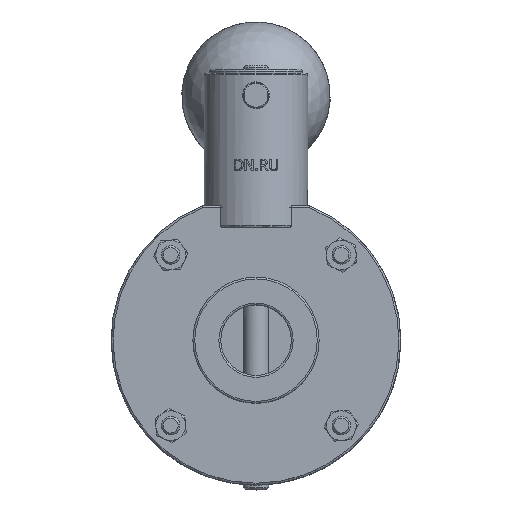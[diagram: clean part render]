
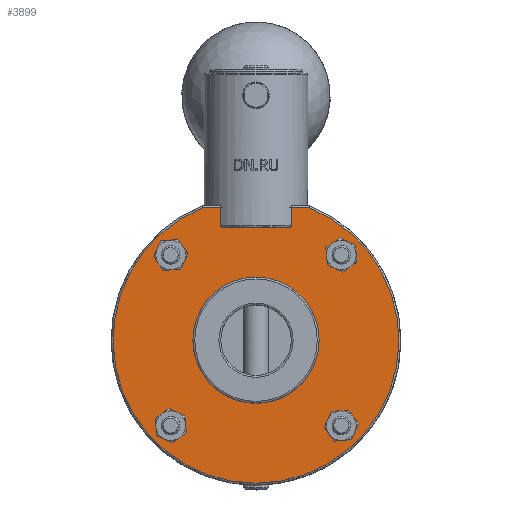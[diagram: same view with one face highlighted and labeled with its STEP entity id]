
A CAD part, top view. The second image highlights one B-rep face of the part: STEP entity #3899.
In plain terms, the highlighted planar face has unit normal (0, 0, 1).
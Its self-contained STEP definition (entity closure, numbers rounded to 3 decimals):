
#165=FACE_BOUND('',#688,.T.);
#166=FACE_BOUND('',#689,.T.);
#167=FACE_BOUND('',#690,.T.);
#168=FACE_BOUND('',#691,.T.);
#169=FACE_BOUND('',#692,.T.);
#242=PLANE('',#4392);
#442=FACE_OUTER_BOUND('',#687,.T.);
#687=EDGE_LOOP('',(#3126,#3127));
#688=EDGE_LOOP('',(#3128));
#689=EDGE_LOOP('',(#3129));
#690=EDGE_LOOP('',(#3130));
#691=EDGE_LOOP('',(#3131));
#692=EDGE_LOOP('',(#3132));
#859=CIRCLE('',#4257,17.);
#935=CIRCLE('',#4385,38.5);
#940=CIRCLE('',#4393,2.5);
#941=CIRCLE('',#4394,2.5);
#942=CIRCLE('',#4395,2.5);
#943=CIRCLE('',#4396,2.5);
#1157=LINE('',#7562,#1365);
#1365=VECTOR('',#5236,10.);
#1674=VERTEX_POINT('',#6958);
#1763=VERTEX_POINT('',#7531);
#1768=VERTEX_POINT('',#7545);
#1773=VERTEX_POINT('',#7576);
#1774=VERTEX_POINT('',#7578);
#1775=VERTEX_POINT('',#7580);
#1776=VERTEX_POINT('',#7582);
#2100=EDGE_CURVE('',#1674,#1674,#859,.T.);
#2244=EDGE_CURVE('',#1763,#1768,#935,.T.);
#2246=EDGE_CURVE('',#1768,#1763,#1157,.T.);
#2254=EDGE_CURVE('',#1773,#1773,#940,.T.);
#2255=EDGE_CURVE('',#1774,#1774,#941,.T.);
#2256=EDGE_CURVE('',#1775,#1775,#942,.T.);
#2257=EDGE_CURVE('',#1776,#1776,#943,.T.);
#3126=ORIENTED_EDGE('',*,*,#2244,.F.);
#3127=ORIENTED_EDGE('',*,*,#2246,.F.);
#3128=ORIENTED_EDGE('',*,*,#2100,.T.);
#3129=ORIENTED_EDGE('',*,*,#2254,.T.);
#3130=ORIENTED_EDGE('',*,*,#2255,.T.);
#3131=ORIENTED_EDGE('',*,*,#2256,.T.);
#3132=ORIENTED_EDGE('',*,*,#2257,.T.);
#3899=ADVANCED_FACE('',(#442,#165,#166,#167,#168,#169),#242,.T.);
#4257=AXIS2_PLACEMENT_3D('',#6960,#4930,#4931);
#4385=AXIS2_PLACEMENT_3D('',#7546,#5232,#5233);
#4392=AXIS2_PLACEMENT_3D('',#7575,#5250,#5251);
#4393=AXIS2_PLACEMENT_3D('',#7577,#5252,#5253);
#4394=AXIS2_PLACEMENT_3D('',#7579,#5254,#5255);
#4395=AXIS2_PLACEMENT_3D('',#7581,#5256,#5257);
#4396=AXIS2_PLACEMENT_3D('',#7583,#5258,#5259);
#4930=DIRECTION('center_axis',(0.,0.,-1.));
#4931=DIRECTION('ref_axis',(1.,0.,0.));
#5232=DIRECTION('center_axis',(0.,0.,-1.));
#5233=DIRECTION('ref_axis',(0.,-1.,0.));
#5236=DIRECTION('',(1.,0.,0.));
#5250=DIRECTION('center_axis',(0.,0.,1.));
#5251=DIRECTION('ref_axis',(1.,0.,0.));
#5252=DIRECTION('center_axis',(0.,0.,-1.));
#5253=DIRECTION('ref_axis',(-1.,0.,0.));
#5254=DIRECTION('center_axis',(0.,0.,-1.));
#5255=DIRECTION('ref_axis',(-1.,0.,0.));
#5256=DIRECTION('center_axis',(0.,0.,-1.));
#5257=DIRECTION('ref_axis',(-1.,0.,0.));
#5258=DIRECTION('center_axis',(0.,0.,-1.));
#5259=DIRECTION('ref_axis',(-1.,0.,0.));
#6958=CARTESIAN_POINT('',(-17.,0.,10.1));
#6960=CARTESIAN_POINT('Origin',(0.,0.,10.1));
#7531=CARTESIAN_POINT('',(14.414,35.7,10.1));
#7545=CARTESIAN_POINT('',(-14.414,35.7,10.1));
#7546=CARTESIAN_POINT('Origin',(0.,0.,10.1));
#7562=CARTESIAN_POINT('',(0.,35.7,10.1));
#7575=CARTESIAN_POINT('Origin',(0.,0.,10.1));
#7576=CARTESIAN_POINT('',(25.481,22.981,10.1));
#7577=CARTESIAN_POINT('Origin',(22.981,22.981,10.1));
#7578=CARTESIAN_POINT('',(-20.481,22.981,10.1));
#7579=CARTESIAN_POINT('Origin',(-22.981,22.981,10.1));
#7580=CARTESIAN_POINT('',(-20.481,-22.981,10.1));
#7581=CARTESIAN_POINT('Origin',(-22.981,-22.981,10.1));
#7582=CARTESIAN_POINT('',(25.481,-22.981,10.1));
#7583=CARTESIAN_POINT('Origin',(22.981,-22.981,10.1));
